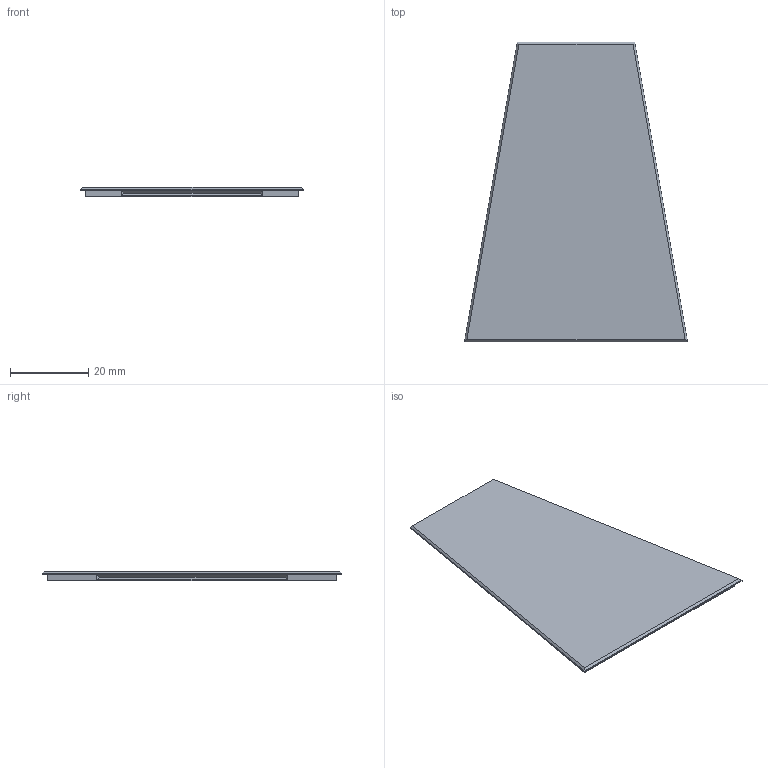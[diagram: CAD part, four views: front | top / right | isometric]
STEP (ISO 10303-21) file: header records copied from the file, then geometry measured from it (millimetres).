
FILE_DESCRIPTION(('FreeCAD Model'),'2;1');
FILE_NAME('Open CASCADE Shape Model','2023-10-18T17:33:59',(''),(''), 'Open CASCADE STEP processor 7.7','FreeCAD','Unknown');
FILE_SCHEMA(('AUTOMOTIVE_DESIGN { 1 0 10303 214 1 1 1 1 }'));
Length unit declared in the file: millimetre
Products named in the file (1): CentreBoxLid
Bounding box: 56.97 x 76.47 x 2.4 mm (x, y, z)
Volume: 3053.3 mm3; surface area: 7585.8 mm2
Topology: 1 solids, 1 shells, 40 faces, 96 edges, 60 vertices
Faces by surface type: plane 24, bspline 16
Entity records: 1130 total; most frequent: CARTESIAN_POINT 261, ORIENTED_EDGE 192, DIRECTION 130, EDGE_CURVE 96, LINE 80, VECTOR 80, VERTEX_POINT 60, FACE_BOUND 42
